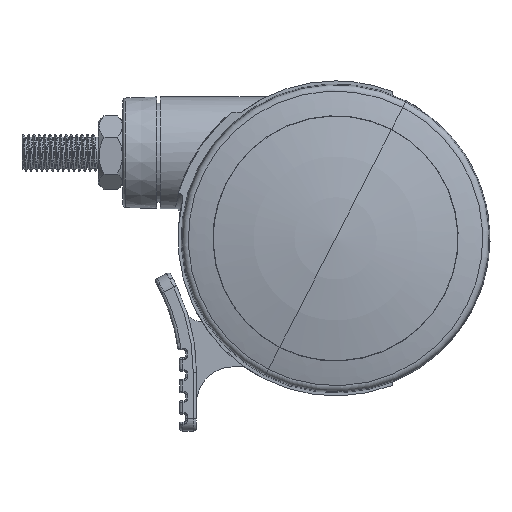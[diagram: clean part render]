
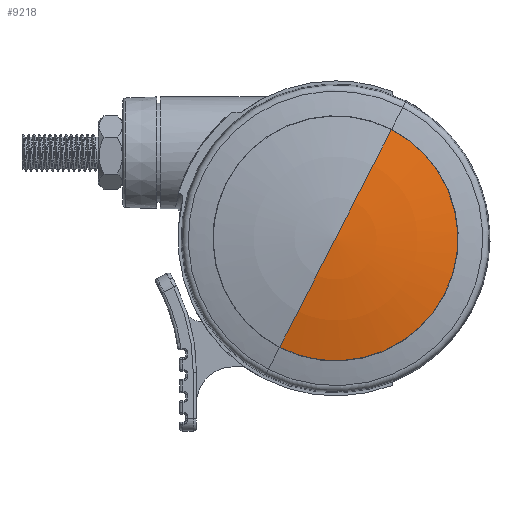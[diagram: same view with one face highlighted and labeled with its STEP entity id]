
A CAD part, left-side view. The second image highlights one B-rep face of the part: STEP entity #9218.
In plain terms, the highlighted toroidal (fillet/blend) face has major radius 3.685 mm and minor radius 200 mm.
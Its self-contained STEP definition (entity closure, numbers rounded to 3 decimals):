
#1367 = CIRCLE ( 'NONE', #13968, 40. ) ;
#1865 = AXIS2_PLACEMENT_3D ( 'NONE', #14488, #21353, #5917 ) ;
#2682 = DIRECTION ( 'NONE',  ( 0., 1., 0. ) ) ;
#2819 = DIRECTION ( 'NONE',  ( 0., 0., -1. ) ) ;
#3178 = EDGE_CURVE ( 'NONE', #4970, #16503, #8837, .T. ) ;
#3494 = CARTESIAN_POINT ( 'NONE',  ( -3.685, 0., 180.466 ) ) ;
#3612 = ORIENTED_EDGE ( 'NONE', *, *, #16344, .T. ) ;
#4970 = VERTEX_POINT ( 'NONE', #10775 ) ;
#5917 = DIRECTION ( 'NONE',  ( 1., 0., 0. ) ) ;
#7735 = CIRCLE ( 'NONE', #20307, 200. ) ;
#8771 = EDGE_LOOP ( 'NONE', ( #13134, #10170, #3612 ) ) ;
#8837 = CIRCLE ( 'NONE', #21439, 200. ) ;
#9218 = ADVANCED_FACE ( 'NONE', ( #16170 ), #11567, .T. ) ;
#9539 = DIRECTION ( 'NONE',  ( -1., 0., 0. ) ) ;
#9676 = DIRECTION ( 'NONE',  ( 1., 0., 0. ) ) ;
#10170 = ORIENTED_EDGE ( 'NONE', *, *, #3178, .T. ) ;
#10355 = DIRECTION ( 'NONE',  ( 0., -1., 0. ) ) ;
#10775 = CARTESIAN_POINT ( 'NONE',  ( 0., 0., -19.5 ) ) ;
#11567 = TOROIDAL_SURFACE ( 'NONE', #1865, -3.685, 200. ) ;
#13134 = ORIENTED_EDGE ( 'NONE', *, *, #17205, .F. ) ;
#13968 = AXIS2_PLACEMENT_3D ( 'NONE', #18256, #2819, #9676 ) ;
#14488 = CARTESIAN_POINT ( 'NONE',  ( 0., 0., 180.466 ) ) ;
#15599 = CARTESIAN_POINT ( 'NONE',  ( -40., 0., -14.705 ) ) ;
#16170 = FACE_OUTER_BOUND ( 'NONE', #8771, .T. ) ;
#16344 = EDGE_CURVE ( 'NONE', #16503, #19364, #1367, .T. ) ;
#16503 = VERTEX_POINT ( 'NONE', #18904 ) ;
#17205 = EDGE_CURVE ( 'NONE', #4970, #19364, #7735, .T. ) ;
#17244 = DIRECTION ( 'NONE',  ( 0., 0., -1. ) ) ;
#18118 = CARTESIAN_POINT ( 'NONE',  ( 3.685, 0., 180.466 ) ) ;
#18256 = CARTESIAN_POINT ( 'NONE',  ( 0., 0., -14.705 ) ) ;
#18904 = CARTESIAN_POINT ( 'NONE',  ( 40., 0., -14.705 ) ) ;
#19364 = VERTEX_POINT ( 'NONE', #15599 ) ;
#20307 = AXIS2_PLACEMENT_3D ( 'NONE', #18118, #2682, #9539 ) ;
#21353 = DIRECTION ( 'NONE',  ( 0., 0., 1. ) ) ;
#21439 = AXIS2_PLACEMENT_3D ( 'NONE', #3494, #10355, #17244 ) ;
